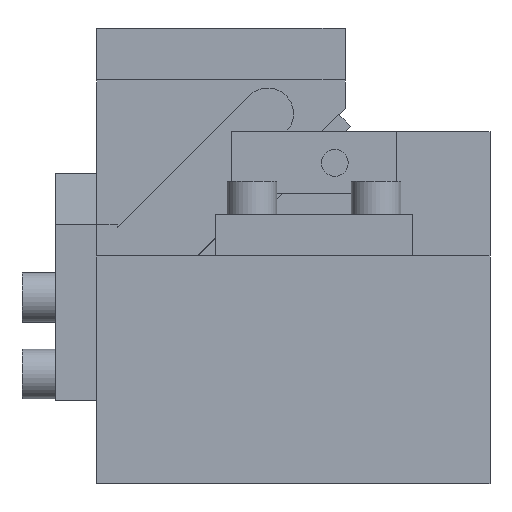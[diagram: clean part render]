
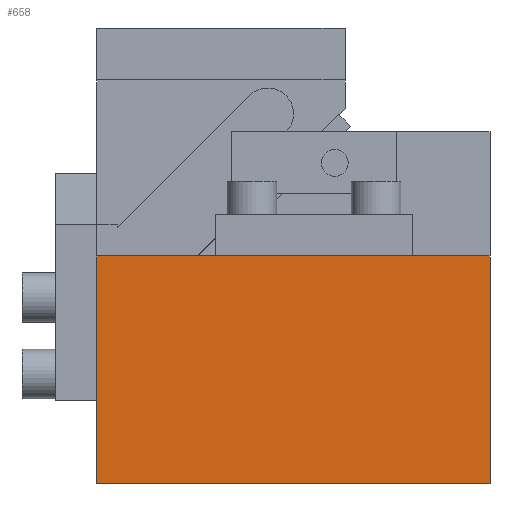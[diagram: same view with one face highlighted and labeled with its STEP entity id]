
A CAD part, front view. The second image highlights one B-rep face of the part: STEP entity #658.
In plain terms, the highlighted planar face has unit normal (0, -1, 0).
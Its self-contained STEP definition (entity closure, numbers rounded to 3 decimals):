
#547=CARTESIAN_POINT('Vertex',(0.,-130.,110.)) ;
#550=CARTESIAN_POINT('Line Origine',(95.,-130.,110.)) ;
#554=CARTESIAN_POINT('Vertex',(190.,-130.,110.)) ;
#628=CARTESIAN_POINT('Axis2P3D Location',(0.,-130.,110.)) ;
#633=CARTESIAN_POINT('Line Origine',(0.,-130.,55.)) ;
#637=CARTESIAN_POINT('Vertex',(0.,-130.,0.)) ;
#640=CARTESIAN_POINT('Line Origine',(95.,-130.,0.)) ;
#644=CARTESIAN_POINT('Vertex',(190.,-130.,0.)) ;
#647=CARTESIAN_POINT('Line Origine',(190.,-130.,55.)) ;
#551=DIRECTION('Vector Direction',(1.,0.,0.)) ;
#629=DIRECTION('Axis2P3D Direction',(0.,-1.,0.)) ;
#630=DIRECTION('Axis2P3D XDirection',(0.,0.,-1.)) ;
#634=DIRECTION('Vector Direction',(0.,0.,-1.)) ;
#641=DIRECTION('Vector Direction',(1.,0.,0.)) ;
#648=DIRECTION('Vector Direction',(0.,0.,-1.)) ;
#631=AXIS2_PLACEMENT_3D('Plane Axis2P3D',#628,#629,#630) ;
#653=ORIENTED_EDGE('',*,*,#556,.F.) ;
#654=ORIENTED_EDGE('',*,*,#639,.T.) ;
#655=ORIENTED_EDGE('',*,*,#646,.T.) ;
#656=ORIENTED_EDGE('',*,*,#651,.F.) ;
#552=VECTOR('Line Direction',#551,1.) ;
#635=VECTOR('Line Direction',#634,1.) ;
#642=VECTOR('Line Direction',#641,1.) ;
#649=VECTOR('Line Direction',#648,1.) ;
#658=ADVANCED_FACE('CAM HOLDER',(#657),#632,.T.) ;
#556=EDGE_CURVE('',#548,#555,#553,.T.) ;
#639=EDGE_CURVE('',#548,#638,#636,.T.) ;
#646=EDGE_CURVE('',#638,#645,#643,.T.) ;
#651=EDGE_CURVE('',#555,#645,#650,.T.) ;
#652=EDGE_LOOP('',(#653,#654,#655,#656)) ;
#657=FACE_OUTER_BOUND('',#652,.T.) ;
#553=LINE('Line',#550,#552) ;
#636=LINE('Line',#633,#635) ;
#643=LINE('Line',#640,#642) ;
#650=LINE('Line',#647,#649) ;
#632=PLANE('Plane',#631) ;
#548=VERTEX_POINT('',#547) ;
#555=VERTEX_POINT('',#554) ;
#638=VERTEX_POINT('',#637) ;
#645=VERTEX_POINT('',#644) ;
